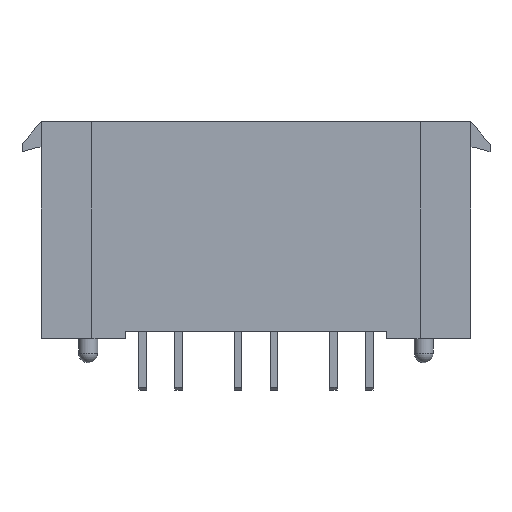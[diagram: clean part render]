
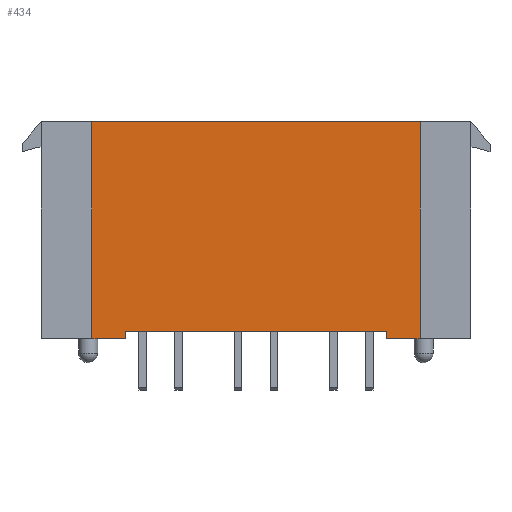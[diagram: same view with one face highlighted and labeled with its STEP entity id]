
A CAD part, front view. The second image highlights one B-rep face of the part: STEP entity #434.
In plain terms, the highlighted face is planar.
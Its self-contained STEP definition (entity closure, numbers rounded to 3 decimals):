
#434 = ADVANCED_FACE( '', ( #1188 ), #1189, .F. );
#1188 = FACE_OUTER_BOUND( '', #2286, .T. );
#1189 = PLANE( '', #2287 );
#2286 = EDGE_LOOP( '', ( #3426, #3427, #3428, #3429, #3430, #3431, #3432, #3433 ) );
#2287 = AXIS2_PLACEMENT_3D( '', #3434, #3435, #3436 );
#3426 = ORIENTED_EDGE( '', *, *, #6923, .T. );
#3427 = ORIENTED_EDGE( '', *, *, #6924, .F. );
#3428 = ORIENTED_EDGE( '', *, *, #6925, .T. );
#3429 = ORIENTED_EDGE( '', *, *, #6926, .T. );
#3430 = ORIENTED_EDGE( '', *, *, #6927, .F. );
#3431 = ORIENTED_EDGE( '', *, *, #6928, .F. );
#3432 = ORIENTED_EDGE( '', *, *, #6929, .T. );
#3433 = ORIENTED_EDGE( '', *, *, #6930, .T. );
#3434 = CARTESIAN_POINT( '', ( 8.61, 12.45, 11.38 ) );
#3435 = DIRECTION( '', ( 0., -1., 0. ) );
#3436 = DIRECTION( '', ( 0., 0., -1. ) );
#6923 = EDGE_CURVE( '', #8373, #8374, #8375, .T. );
#6924 = EDGE_CURVE( '', #8376, #8374, #8377, .T. );
#6925 = EDGE_CURVE( '', #8376, #8378, #8379, .T. );
#6926 = EDGE_CURVE( '', #8378, #8380, #8381, .T. );
#6927 = EDGE_CURVE( '', #8382, #8380, #8383, .T. );
#6928 = EDGE_CURVE( '', #8384, #8382, #8385, .T. );
#6929 = EDGE_CURVE( '', #8384, #8386, #8387, .T. );
#6930 = EDGE_CURVE( '', #8386, #8373, #8388, .T. );
#8373 = VERTEX_POINT( '', #10515 );
#8374 = VERTEX_POINT( '', #10516 );
#8375 = LINE( '', #10517, #10518 );
#8376 = VERTEX_POINT( '', #10519 );
#8377 = LINE( '', #10520, #10521 );
#8378 = VERTEX_POINT( '', #10522 );
#8379 = LINE( '', #10523, #10524 );
#8380 = VERTEX_POINT( '', #10525 );
#8381 = LINE( '', #10526, #10527 );
#8382 = VERTEX_POINT( '', #10528 );
#8383 = LINE( '', #10529, #10530 );
#8384 = VERTEX_POINT( '', #10531 );
#8385 = LINE( '', #10532, #10533 );
#8386 = VERTEX_POINT( '', #10534 );
#8387 = LINE( '', #10535, #10536 );
#8388 = LINE( '', #10537, #10538 );
#10515 = CARTESIAN_POINT( '', ( 6.83, 12.45, 11. ) );
#10516 = CARTESIAN_POINT( '', ( 6.83, 12.45, 11.38 ) );
#10517 = CARTESIAN_POINT( '', ( 6.83, 12.45, 11. ) );
#10518 = VECTOR( '', #13474, 1000. );
#10519 = CARTESIAN_POINT( '', ( 8.61, 12.45, 11.38 ) );
#10520 = CARTESIAN_POINT( '', ( 8.61, 12.45, 11.38 ) );
#10521 = VECTOR( '', #13475, 1000. );
#10522 = CARTESIAN_POINT( '', ( 8.61, 12.45, 0. ) );
#10523 = CARTESIAN_POINT( '', ( 8.61, 12.45, 11.38 ) );
#10524 = VECTOR( '', #13476, 1000. );
#10525 = CARTESIAN_POINT( '', ( -8.61, 12.45, 0. ) );
#10526 = CARTESIAN_POINT( '', ( 8.61, 12.45, 0. ) );
#10527 = VECTOR( '', #13477, 1000. );
#10528 = CARTESIAN_POINT( '', ( -8.61, 12.45, 11.38 ) );
#10529 = CARTESIAN_POINT( '', ( -8.61, 12.45, 11.38 ) );
#10530 = VECTOR( '', #13478, 1000. );
#10531 = CARTESIAN_POINT( '', ( -6.83, 12.45, 11.38 ) );
#10532 = CARTESIAN_POINT( '', ( 8.61, 12.45, 11.38 ) );
#10533 = VECTOR( '', #13479, 1000. );
#10534 = CARTESIAN_POINT( '', ( -6.83, 12.45, 11. ) );
#10535 = CARTESIAN_POINT( '', ( -6.83, 12.45, 11.38 ) );
#10536 = VECTOR( '', #13480, 1000. );
#10537 = CARTESIAN_POINT( '', ( -6.83, 12.45, 11. ) );
#10538 = VECTOR( '', #13481, 1000. );
#13474 = DIRECTION( '', ( 0., 0., 1. ) );
#13475 = DIRECTION( '', ( -1., 0., 0. ) );
#13476 = DIRECTION( '', ( 0., 0., -1. ) );
#13477 = DIRECTION( '', ( -1., 0., 0. ) );
#13478 = DIRECTION( '', ( 0., 0., -1. ) );
#13479 = DIRECTION( '', ( -1., 0., 0. ) );
#13480 = DIRECTION( '', ( 0., 0., -1. ) );
#13481 = DIRECTION( '', ( 1., 0., 0. ) );
